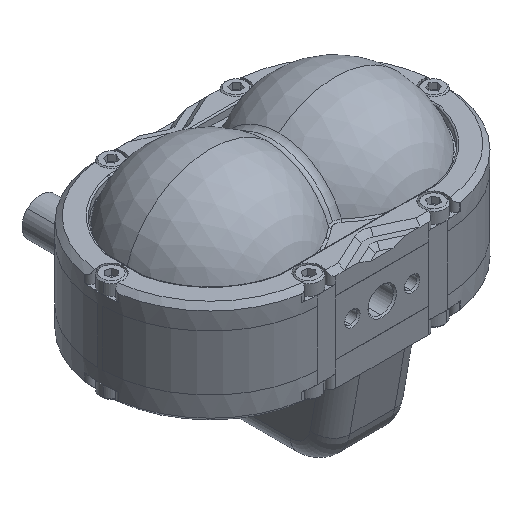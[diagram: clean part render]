
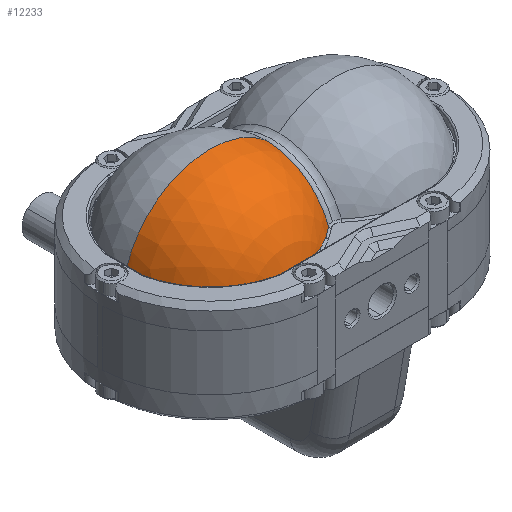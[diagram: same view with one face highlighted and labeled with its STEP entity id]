
A CAD part, isometric view. The second image highlights one B-rep face of the part: STEP entity #12233.
In plain terms, the highlighted spherical face has radius 17.5 mm.
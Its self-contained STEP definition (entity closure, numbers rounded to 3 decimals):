
#262 = DIRECTION ( 'NONE',  ( 0., -1., 0. ) ) ;
#509 = CIRCLE ( 'NONE', #10686, 16.856 ) ;
#759 = CARTESIAN_POINT ( 'NONE',  ( -1.288, 0., 0.69 ) ) ;
#794 = ORIENTED_EDGE ( 'NONE', *, *, #11870, .F. ) ;
#826 = DIRECTION ( 'NONE',  ( 1., 0., 0. ) ) ;
#1155 = CIRCLE ( 'NONE', #9284, 17.5 ) ;
#2141 = DIRECTION ( 'NONE',  ( 0., -1., 0. ) ) ;
#4131 = DIRECTION ( 'NONE',  ( 0., 0., 1. ) ) ;
#4846 = ORIENTED_EDGE ( 'NONE', *, *, #25843, .F. ) ;
#4998 = CARTESIAN_POINT ( 'NONE',  ( -29.3, 0., 0.69 ) ) ;
#5113 = VERTEX_POINT ( 'NONE', #14857 ) ;
#5808 = CIRCLE ( 'NONE', #30225, 16.856 ) ;
#6558 = AXIS2_PLACEMENT_3D ( 'NONE', #24483, #262, #17465 ) ;
#7204 = AXIS2_PLACEMENT_3D ( 'NONE', #4998, #23976, #2141 ) ;
#7539 = EDGE_LOOP ( 'NONE', ( #794, #12922, #18168, #30977, #4846, #18580, #19756 ) ) ;
#8325 = CARTESIAN_POINT ( 'NONE',  ( -29.3, 0., 5.795 ) ) ;
#8748 = CARTESIAN_POINT ( 'NONE',  ( -12.561, 0., 5.393 ) ) ;
#9284 = AXIS2_PLACEMENT_3D ( 'NONE', #29421, #24495, #17795 ) ;
#9374 = AXIS2_PLACEMENT_3D ( 'NONE', #759, #12837, #17483 ) ;
#9979 = EDGE_CURVE ( 'NONE', #24516, #15858, #23120, .T. ) ;
#10686 = AXIS2_PLACEMENT_3D ( 'NONE', #8748, #4131, #18491 ) ;
#11115 = CIRCLE ( 'NONE', #6558, 4.9 ) ;
#11790 = CARTESIAN_POINT ( 'NONE',  ( -1.288, 0., 14.076 ) ) ;
#11870 = EDGE_CURVE ( 'NONE', #24516, #13358, #1155, .T. ) ;
#12233 = ADVANCED_FACE ( 'NONE', ( #30991 ), #24765, .T. ) ;
#12837 = DIRECTION ( 'NONE',  ( -1., 0., 0. ) ) ;
#12922 = ORIENTED_EDGE ( 'NONE', *, *, #9979, .T. ) ;
#13358 = VERTEX_POINT ( 'NONE', #11790 ) ;
#13414 = AXIS2_PLACEMENT_3D ( 'NONE', #26648, #17237, #826 ) ;
#13817 = CIRCLE ( 'NONE', #7204, 5.105 ) ;
#13819 = EDGE_CURVE ( 'NONE', #25419, #30867, #509, .T. ) ;
#14382 = CARTESIAN_POINT ( 'NONE',  ( -1.288, -12.532, 5.393 ) ) ;
#14857 = CARTESIAN_POINT ( 'NONE',  ( -29.3, -1.986, 5.393 ) ) ;
#14892 = AXIS2_PLACEMENT_3D ( 'NONE', #30296, #19686, #22228 ) ;
#15700 = EDGE_CURVE ( 'NONE', #5113, #15858, #13817, .T. ) ;
#15858 = VERTEX_POINT ( 'NONE', #8325 ) ;
#17237 = DIRECTION ( 'NONE',  ( 0., -1., 0. ) ) ;
#17465 = DIRECTION ( 'NONE',  ( 1., 0., 0. ) ) ;
#17483 = DIRECTION ( 'NONE',  ( 0., 1., 0. ) ) ;
#17597 = CARTESIAN_POINT ( 'NONE',  ( -12.561, 0., 5.393 ) ) ;
#17795 = DIRECTION ( 'NONE',  ( 0., 0., 1. ) ) ;
#18113 = EDGE_CURVE ( 'NONE', #5113, #27157, #5808, .T. ) ;
#18168 = ORIENTED_EDGE ( 'NONE', *, *, #15700, .F. ) ;
#18491 = DIRECTION ( 'NONE',  ( 0., 1., 0. ) ) ;
#18580 = ORIENTED_EDGE ( 'NONE', *, *, #13819, .T. ) ;
#18814 = EDGE_CURVE ( 'NONE', #30867, #13358, #24644, .T. ) ;
#19686 = DIRECTION ( 'NONE',  ( 0., -1., 0. ) ) ;
#19756 = ORIENTED_EDGE ( 'NONE', *, *, #18814, .T. ) ;
#20856 = CARTESIAN_POINT ( 'NONE',  ( -13.938, -16.8, 5.393 ) ) ;
#22228 = DIRECTION ( 'NONE',  ( 1., 0., 0. ) ) ;
#22549 = DIRECTION ( 'NONE',  ( 0., 0., 1. ) ) ;
#23120 = CIRCLE ( 'NONE', #13414, 17.5 ) ;
#23976 = DIRECTION ( 'NONE',  ( -1., 0., 0. ) ) ;
#24364 = CARTESIAN_POINT ( 'NONE',  ( -11.184, -16.8, 5.393 ) ) ;
#24483 = CARTESIAN_POINT ( 'NONE',  ( -12.561, -16.8, 0.69 ) ) ;
#24495 = DIRECTION ( 'NONE',  ( 0., 1., 0. ) ) ;
#24516 = VERTEX_POINT ( 'NONE', #28012 ) ;
#24644 = CIRCLE ( 'NONE', #9374, 13.386 ) ;
#24765 = SPHERICAL_SURFACE ( 'NONE', #14892, 17.5 ) ;
#25419 = VERTEX_POINT ( 'NONE', #24364 ) ;
#25843 = EDGE_CURVE ( 'NONE', #25419, #27157, #11115, .T. ) ;
#26648 = CARTESIAN_POINT ( 'NONE',  ( -12.561, 0., 0.69 ) ) ;
#27157 = VERTEX_POINT ( 'NONE', #20856 ) ;
#28012 = CARTESIAN_POINT ( 'NONE',  ( -12.561, 0., 18.19 ) ) ;
#29386 = DIRECTION ( 'NONE',  ( 0., 1., 0. ) ) ;
#29421 = CARTESIAN_POINT ( 'NONE',  ( -12.561, 0., 0.69 ) ) ;
#30225 = AXIS2_PLACEMENT_3D ( 'NONE', #17597, #22549, #29386 ) ;
#30296 = CARTESIAN_POINT ( 'NONE',  ( -12.561, 0., 0.69 ) ) ;
#30867 = VERTEX_POINT ( 'NONE', #14382 ) ;
#30977 = ORIENTED_EDGE ( 'NONE', *, *, #18113, .T. ) ;
#30991 = FACE_OUTER_BOUND ( 'NONE', #7539, .T. ) ;
